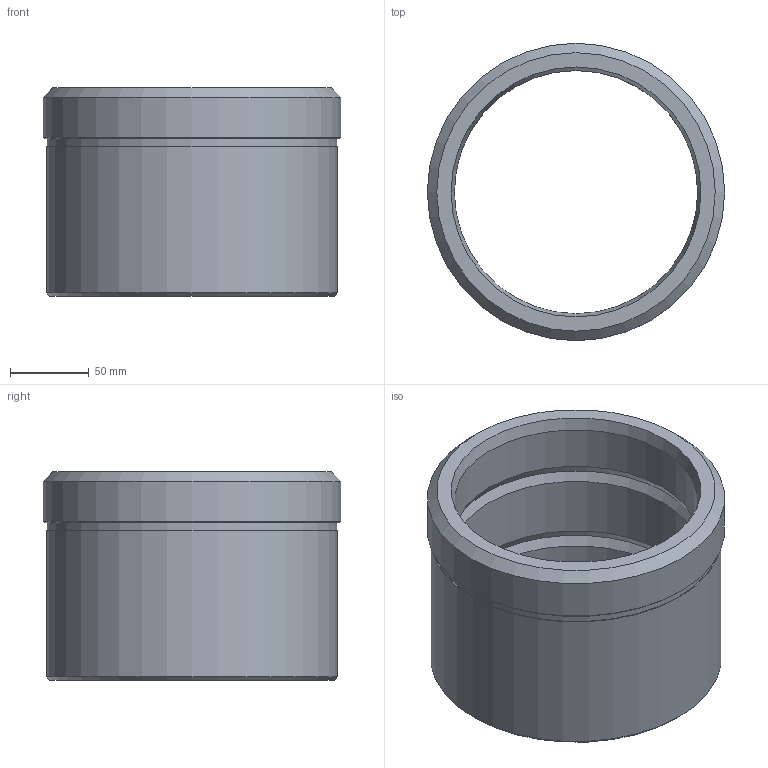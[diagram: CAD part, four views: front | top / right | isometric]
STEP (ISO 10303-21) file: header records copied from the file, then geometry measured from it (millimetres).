
FILE_DESCRIPTION(/* description */ ('Alibre Inc.'),/* implementation_level */ '2;1');
FILE_NAME(/* name */ 'export-23FD9EA3-051F-4757-AA78-2C8DA134B285',/* time_stamp */ '2025-04-05T22:03:36+08:00',/* author */ (''),/* organization */ (''),/* preprocessor_version */ 'ST-DEVELOPER v17',/* originating_system */ 'Alibre',/* authorisation */ '');
FILE_SCHEMA (('CONFIG_CONTROL_DESIGN'));
Length unit declared in the file: centimetre
Bounding box: 188.5 x 188.5 x 132 mm (x, y, z)
Volume: 1016201.8 mm3; surface area: 165627.9 mm2
Topology: 1 solids, 1 shells, 23 faces, 40 edges, 23 vertices
Faces by surface type: cone 9, cylinder 8, plane 6
Full cylindrical faces by diameter (mm): 154.23 x3, 155.23 x1, 170.23 x1, 183.5 x1, 184.5 x1, 188.5 x1
Entity records: 547 total; most frequent: DIRECTION 86, CARTESIAN_POINT 69, ORIENTED_EDGE 46, EDGE_LOOP 46, FACE_BOUND 46, AXIS2_PLACEMENT_3D 46, VERTEX_POINT 23, CIRCLE 23
